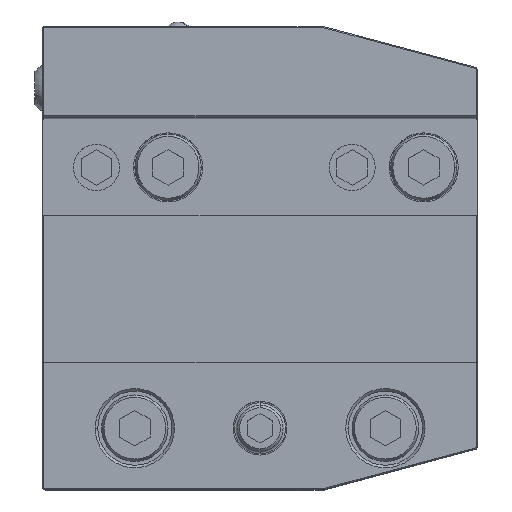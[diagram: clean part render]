
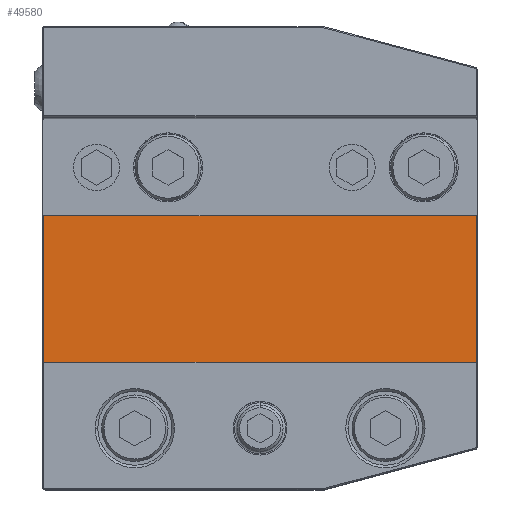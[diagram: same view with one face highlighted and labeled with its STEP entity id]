
A CAD part, top view. The second image highlights one B-rep face of the part: STEP entity #49580.
In plain terms, the highlighted face is planar.
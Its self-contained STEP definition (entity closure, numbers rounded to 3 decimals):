
#3400 = VERTEX_POINT ( 'NONE', #53262 ) ;
#3448 = VERTEX_POINT ( 'NONE', #53229 ) ;
#3483 = VERTEX_POINT ( 'NONE', #53218 ) ;
#3514 = VERTEX_POINT ( 'NONE', #53264 ) ;
#9368 = DIRECTION ( 'NONE',  ( 0., -1., 0. ) ) ;
#9463 = DIRECTION ( 'NONE',  ( 0., 0., 1. ) ) ;
#13590 = PLANE ( 'NONE',  #24285 ) ;
#15112 = CARTESIAN_POINT ( 'NONE',  ( -42.5, 6., -18. ) ) ;
#16097 = FACE_OUTER_BOUND ( 'NONE', #28831, .T. ) ;
#22161 = CARTESIAN_POINT ( 'NONE',  ( 42.3, 6., -18. ) ) ;
#22189 = DIRECTION ( 'NONE',  ( 0., -1., 0. ) ) ;
#22190 = DIRECTION ( 'NONE',  ( 0., 1., 0. ) ) ;
#22203 = CARTESIAN_POINT ( 'NONE',  ( -42.3, 6., -18. ) ) ;
#22217 = CARTESIAN_POINT ( 'NONE',  ( -42.5, 6., -18. ) ) ;
#22252 = DIRECTION ( 'NONE',  ( 1., 0., 0. ) ) ;
#22254 = DIRECTION ( 'NONE',  ( 1., 0., 0. ) ) ;
#22255 = CARTESIAN_POINT ( 'NONE',  ( -42.5, -25., -18. ) ) ;
#24285 = AXIS2_PLACEMENT_3D ( 'NONE', #15112, #9463, #9368 ) ;
#28831 = EDGE_LOOP ( 'NONE', ( #40380, #53657, #40397, #53650 ) ) ;
#39536 = VECTOR ( 'NONE', #22189, 1000. ) ;
#39538 = LINE ( 'NONE', #22255, #39548 ) ;
#39543 = VECTOR ( 'NONE', #22190, 1000. ) ;
#39545 = VECTOR ( 'NONE', #22252, 1000. ) ;
#39547 = LINE ( 'NONE', #22217, #39545 ) ;
#39548 = VECTOR ( 'NONE', #22254, 1000. ) ;
#39560 = LINE ( 'NONE', #22161, #39536 ) ;
#39568 = LINE ( 'NONE', #22203, #39543 ) ;
#40380 = ORIENTED_EDGE ( 'NONE', *, *, #43826, .F. ) ;
#40397 = ORIENTED_EDGE ( 'NONE', *, *, #43820, .T. ) ;
#43801 = EDGE_CURVE ( 'NONE', #3514, #3400, #39568, .T. ) ;
#43803 = EDGE_CURVE ( 'NONE', #3448, #3483, #39560, .T. ) ;
#43820 = EDGE_CURVE ( 'NONE', #3400, #3448, #39547, .T. ) ;
#43826 = EDGE_CURVE ( 'NONE', #3514, #3483, #39538, .T. ) ;
#49580 = ADVANCED_FACE ( 'NONE', ( #16097 ), #13590, .F. ) ;
#53218 = CARTESIAN_POINT ( 'NONE',  ( 42.3, -25., -18. ) ) ;
#53229 = CARTESIAN_POINT ( 'NONE',  ( 42.3, 6., -18. ) ) ;
#53262 = CARTESIAN_POINT ( 'NONE',  ( -42.3, 6., -18. ) ) ;
#53264 = CARTESIAN_POINT ( 'NONE',  ( -42.3, -25., -18. ) ) ;
#53650 = ORIENTED_EDGE ( 'NONE', *, *, #43803, .T. ) ;
#53657 = ORIENTED_EDGE ( 'NONE', *, *, #43801, .T. ) ;
